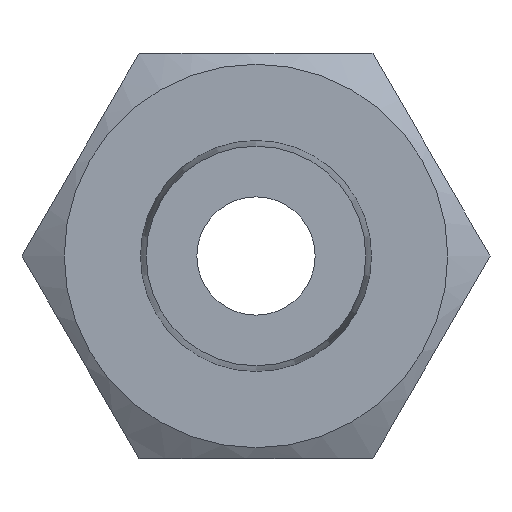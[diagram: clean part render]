
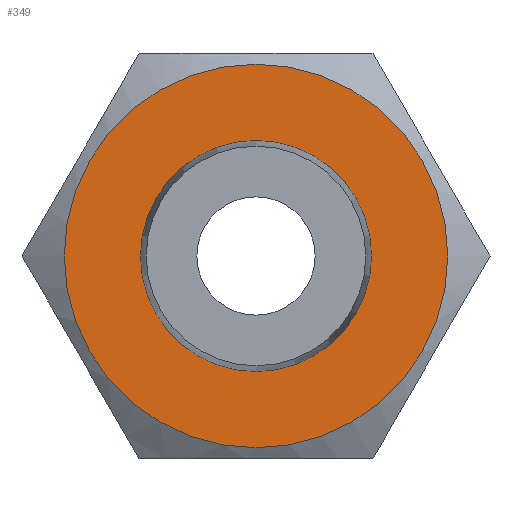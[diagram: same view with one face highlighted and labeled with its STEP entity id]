
A CAD part, left-side view. The second image highlights one B-rep face of the part: STEP entity #349.
In plain terms, the highlighted planar face has unit normal (-1, 0, 0).
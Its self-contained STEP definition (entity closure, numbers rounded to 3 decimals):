
#93=ORIENTED_EDGE('',*,*,#171,.F.);
#94=ORIENTED_EDGE('',*,*,#172,.F.);
#171=EDGE_CURVE('',#207,#207,#228,.T.);
#172=EDGE_CURVE('',#208,#208,#229,.T.);
#207=VERTEX_POINT('',#628);
#208=VERTEX_POINT('',#630);
#228=CIRCLE('',#391,11.356);
#229=CIRCLE('',#392,6.839);
#250=EDGE_LOOP('',(#93));
#251=EDGE_LOOP('',(#94));
#293=FACE_BOUND('',#250,.T.);
#294=FACE_BOUND('',#251,.T.);
#335=PLANE('',#390);
#349=ADVANCED_FACE('',(#293,#294),#335,.T.);
#390=AXIS2_PLACEMENT_3D('',#626,#447,#448);
#391=AXIS2_PLACEMENT_3D('',#627,#449,#450);
#392=AXIS2_PLACEMENT_3D('',#629,#451,#452);
#447=DIRECTION('',(-1.,0.,0.));
#448=DIRECTION('',(0.,0.,1.));
#449=DIRECTION('',(1.,0.,0.));
#450=DIRECTION('',(0.,1.,0.));
#451=DIRECTION('',(-1.,0.,0.));
#452=DIRECTION('',(0.,0.,1.));
#626=CARTESIAN_POINT('',(26.,6.839,0.));
#627=CARTESIAN_POINT('',(26.,0.,0.));
#628=CARTESIAN_POINT('',(26.,11.356,0.));
#629=CARTESIAN_POINT('',(26.,0.,0.));
#630=CARTESIAN_POINT('',(26.,0.,6.839));
